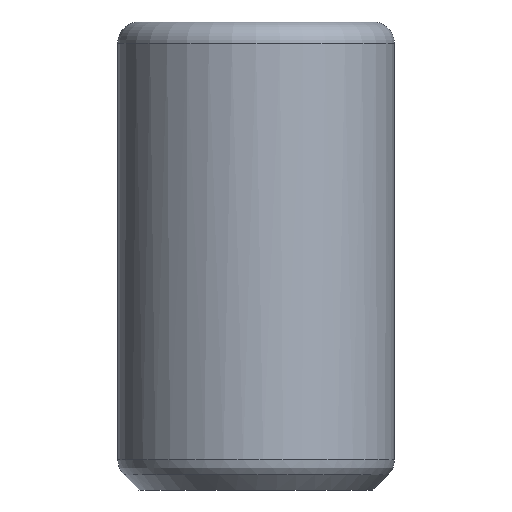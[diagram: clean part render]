
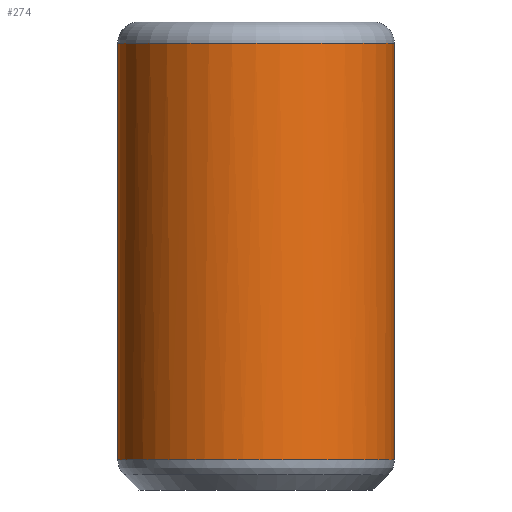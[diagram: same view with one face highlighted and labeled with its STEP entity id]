
A CAD part, front view. The second image highlights one B-rep face of the part: STEP entity #274.
In plain terms, the highlighted cylindrical face has radius 6.5 mm (diameter 13 mm), a full revolution.
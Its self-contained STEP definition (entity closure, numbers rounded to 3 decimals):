
#206 = TOROIDAL_SURFACE('',#207,5.5,1.);
#207 = AXIS2_PLACEMENT_3D('',#208,#209,#210);
#208 = CARTESIAN_POINT('',(0.,0.,21.));
#209 = DIRECTION('',(0.,0.,1.));
#210 = DIRECTION('',(1.,0.,-0.));
#225 = VERTEX_POINT('',#226);
#226 = CARTESIAN_POINT('',(6.5,0.,21.));
#246 = EDGE_CURVE('',#225,#225,#247,.T.);
#247 = SURFACE_CURVE('',#248,(#253,#260),.PCURVE_S1.);
#248 = CIRCLE('',#249,6.5);
#249 = AXIS2_PLACEMENT_3D('',#250,#251,#252);
#250 = CARTESIAN_POINT('',(0.,0.,21.));
#251 = DIRECTION('',(0.,0.,1.));
#252 = DIRECTION('',(1.,0.,-0.));
#253 = PCURVE('',#206,#254);
#254 = DEFINITIONAL_REPRESENTATION('',(#255),#259);
#255 = LINE('',#256,#257);
#256 = CARTESIAN_POINT('',(0.,0.));
#257 = VECTOR('',#258,1.);
#258 = DIRECTION('',(1.,0.));
#259 = ( GEOMETRIC_REPRESENTATION_CONTEXT(2) 
PARAMETRIC_REPRESENTATION_CONTEXT() REPRESENTATION_CONTEXT('2D SPACE',''
  ) );
#260 = PCURVE('',#261,#266);
#261 = CYLINDRICAL_SURFACE('',#262,6.5);
#262 = AXIS2_PLACEMENT_3D('',#263,#264,#265);
#263 = CARTESIAN_POINT('',(0.,0.,0.));
#264 = DIRECTION('',(-0.,-0.,-1.));
#265 = DIRECTION('',(1.,0.,0.));
#266 = DEFINITIONAL_REPRESENTATION('',(#267),#271);
#267 = LINE('',#268,#269);
#268 = CARTESIAN_POINT('',(-0.,-21.));
#269 = VECTOR('',#270,1.);
#270 = DIRECTION('',(-1.,0.));
#271 = ( GEOMETRIC_REPRESENTATION_CONTEXT(2) 
PARAMETRIC_REPRESENTATION_CONTEXT() REPRESENTATION_CONTEXT('2D SPACE',''
  ) );
#274 = ADVANCED_FACE('',(#275),#261,.T.);
#275 = FACE_BOUND('',#276,.F.);
#276 = EDGE_LOOP('',(#277,#300,#301,#302));
#277 = ORIENTED_EDGE('',*,*,#278,.T.);
#278 = EDGE_CURVE('',#279,#225,#281,.T.);
#279 = VERTEX_POINT('',#280);
#280 = CARTESIAN_POINT('',(6.5,0.,1.414));
#281 = SEAM_CURVE('',#282,(#286,#293),.PCURVE_S1.);
#282 = LINE('',#283,#284);
#283 = CARTESIAN_POINT('',(6.5,0.,0.));
#284 = VECTOR('',#285,1.);
#285 = DIRECTION('',(0.,0.,1.));
#286 = PCURVE('',#261,#287);
#287 = DEFINITIONAL_REPRESENTATION('',(#288),#292);
#288 = LINE('',#289,#290);
#289 = CARTESIAN_POINT('',(-0.,0.));
#290 = VECTOR('',#291,1.);
#291 = DIRECTION('',(-0.,-1.));
#292 = ( GEOMETRIC_REPRESENTATION_CONTEXT(2) 
PARAMETRIC_REPRESENTATION_CONTEXT() REPRESENTATION_CONTEXT('2D SPACE',''
  ) );
#293 = PCURVE('',#261,#294);
#294 = DEFINITIONAL_REPRESENTATION('',(#295),#299);
#295 = LINE('',#296,#297);
#296 = CARTESIAN_POINT('',(-6.283,0.));
#297 = VECTOR('',#298,1.);
#298 = DIRECTION('',(-0.,-1.));
#299 = ( GEOMETRIC_REPRESENTATION_CONTEXT(2) 
PARAMETRIC_REPRESENTATION_CONTEXT() REPRESENTATION_CONTEXT('2D SPACE',''
  ) );
#300 = ORIENTED_EDGE('',*,*,#246,.T.);
#301 = ORIENTED_EDGE('',*,*,#278,.F.);
#302 = ORIENTED_EDGE('',*,*,#303,.F.);
#303 = EDGE_CURVE('',#279,#279,#304,.T.);
#304 = SURFACE_CURVE('',#305,(#321,#345),.PCURVE_S1.);
#305 = ( BOUNDED_CURVE() B_SPLINE_CURVE(14,(#306,#307,#308,#309,#310,
    #311,#312,#313,#314,#315,#316,#317,#318,#319,#320),.UNSPECIFIED.,.T.
,.F.) B_SPLINE_CURVE_WITH_KNOTS((15,15),(0.,
40.841),.PIECEWISE_BEZIER_KNOTS.) CURVE() 
GEOMETRIC_REPRESENTATION_ITEM() RATIONAL_B_SPLINE_CURVE((1.,1.,
    1.,1.,1.,1.,
    1.,1.,1.,1.,
    1.,1.,1.,1.,1.)) 
REPRESENTATION_ITEM('') );
#306 = CARTESIAN_POINT('',(6.5,0.,1.414));
#307 = CARTESIAN_POINT('',(6.5,2.875,1.414)
  );
#308 = CARTESIAN_POINT('',(5.131,5.811,1.414)
  );
#309 = CARTESIAN_POINT('',(2.296,8.043,1.414)
  );
#310 = CARTESIAN_POINT('',(-1.571,8.777,1.414
    ));
#311 = CARTESIAN_POINT('',(-5.576,7.325,1.414
    ));
#312 = CARTESIAN_POINT('',(-8.263,4.449,1.414
    ));
#313 = CARTESIAN_POINT('',(-9.963,0.,
    1.414));
#314 = CARTESIAN_POINT('',(-8.263,-4.449,1.414
    ));
#315 = CARTESIAN_POINT('',(-5.576,-7.325,1.414
    ));
#316 = CARTESIAN_POINT('',(-1.571,-8.777,
    1.414));
#317 = CARTESIAN_POINT('',(2.296,-8.043,1.414
    ));
#318 = CARTESIAN_POINT('',(5.131,-5.811,1.414
    ));
#319 = CARTESIAN_POINT('',(6.5,-2.875,1.414
    ));
#320 = CARTESIAN_POINT('',(6.5,0.,1.414));
#321 = PCURVE('',#261,#322);
#322 = DEFINITIONAL_REPRESENTATION('',(#323),#344);
#323 = B_SPLINE_CURVE_WITH_KNOTS('',10,(#324,#325,#326,#327,#328,#329,
    #330,#331,#332,#333,#334,#335,#336,#337,#338,#339,#340,#341,#342,
    #343),.UNSPECIFIED.,.F.,.F.,(11,9,11),(0.,
    20.42,40.841),.UNSPECIFIED.);
#324 = CARTESIAN_POINT('',(0.,-1.414));
#325 = CARTESIAN_POINT('',(-0.31,-1.414));
#326 = CARTESIAN_POINT('',(-0.624,-1.414));
#327 = CARTESIAN_POINT('',(-0.94,-1.414));
#328 = CARTESIAN_POINT('',(-1.256,-1.414));
#329 = CARTESIAN_POINT('',(-1.57,-1.414));
#330 = CARTESIAN_POINT('',(-1.885,-1.414));
#331 = CARTESIAN_POINT('',(-2.199,-1.414));
#332 = CARTESIAN_POINT('',(-2.513,-1.414));
#333 = CARTESIAN_POINT('',(-2.827,-1.414));
#334 = CARTESIAN_POINT('',(-3.456,-1.414));
#335 = CARTESIAN_POINT('',(-3.77,-1.414));
#336 = CARTESIAN_POINT('',(-4.084,-1.414));
#337 = CARTESIAN_POINT('',(-4.398,-1.414));
#338 = CARTESIAN_POINT('',(-4.713,-1.414));
#339 = CARTESIAN_POINT('',(-5.027,-1.414));
#340 = CARTESIAN_POINT('',(-5.343,-1.414));
#341 = CARTESIAN_POINT('',(-5.659,-1.414));
#342 = CARTESIAN_POINT('',(-5.974,-1.414));
#343 = CARTESIAN_POINT('',(-6.283,-1.414));
#344 = ( GEOMETRIC_REPRESENTATION_CONTEXT(2) 
PARAMETRIC_REPRESENTATION_CONTEXT() REPRESENTATION_CONTEXT('2D SPACE',''
  ) );
#345 = PCURVE('',#346,#392);
#346 = ( BOUNDED_SURFACE() B_SPLINE_SURFACE(2,14,(
    (#347,#348,#349,#350,#351,#352,#353,#354,#355,#356,#357,#358,#359
      ,#360,#361)
    ,(#362,#363,#364,#365,#366,#367,#368,#369,#370,#371,#372,#373,#374
      ,#375,#376)
    ,(#377,#378,#379,#380,#381,#382,#383,#384,#385,#386,#387,#388,#389
      ,#390,#391
)),.UNSPECIFIED.,.F.,.T.,.F.) B_SPLINE_SURFACE_WITH_KNOTS((3,3),(15,15),
  (0.,40.841),(0.,40.841),
.PIECEWISE_BEZIER_KNOTS.) GEOMETRIC_REPRESENTATION_ITEM() 
RATIONAL_B_SPLINE_SURFACE((
    (1.,1.,1.,1.,1.,1.
      ,1.,1.,1.,1.
      ,1.,1.,1.,1.,1.)
    ,(0.924,0.924,0.924,0.924
      ,0.924,0.924,0.924,0.924
      ,0.924,0.924,0.924,0.924
      ,0.924,0.924,0.924)
    ,(1.,1.,1.,1.,1.,1.
      ,1.,1.,1.,1.
      ,1.,1.,1.,1.,1.
))) REPRESENTATION_ITEM('') SURFACE() );
#347 = CARTESIAN_POINT('',(6.5,0.,1.414));
#348 = CARTESIAN_POINT('',(6.5,2.875,1.414)
  );
#349 = CARTESIAN_POINT('',(5.131,5.811,1.414)
  );
#350 = CARTESIAN_POINT('',(2.296,8.043,1.414)
  );
#351 = CARTESIAN_POINT('',(-1.571,8.777,1.414
    ));
#352 = CARTESIAN_POINT('',(-5.576,7.325,1.414
    ));
#353 = CARTESIAN_POINT('',(-8.263,4.449,1.414
    ));
#354 = CARTESIAN_POINT('',(-9.963,0.,
    1.414));
#355 = CARTESIAN_POINT('',(-8.263,-4.449,1.414
    ));
#356 = CARTESIAN_POINT('',(-5.576,-7.325,1.414
    ));
#357 = CARTESIAN_POINT('',(-1.571,-8.777,
    1.414));
#358 = CARTESIAN_POINT('',(2.296,-8.043,1.414
    ));
#359 = CARTESIAN_POINT('',(5.131,-5.811,1.414
    ));
#360 = CARTESIAN_POINT('',(6.5,-2.875,1.414
    ));
#361 = CARTESIAN_POINT('',(6.5,0.,1.414));
#362 = CARTESIAN_POINT('',(6.5,0.,1.));
#363 = CARTESIAN_POINT('',(6.5,2.875,1.));
#364 = CARTESIAN_POINT('',(5.131,5.811,1.));
#365 = CARTESIAN_POINT('',(2.296,8.043,1.));
#366 = CARTESIAN_POINT('',(-1.571,8.777,1.
    ));
#367 = CARTESIAN_POINT('',(-5.576,7.325,1.
    ));
#368 = CARTESIAN_POINT('',(-8.263,4.449,1.
    ));
#369 = CARTESIAN_POINT('',(-9.963,0.,
    1.));
#370 = CARTESIAN_POINT('',(-8.263,-4.449,
    1.));
#371 = CARTESIAN_POINT('',(-5.576,-7.325,
    1.));
#372 = CARTESIAN_POINT('',(-1.571,-8.777,
    1.));
#373 = CARTESIAN_POINT('',(2.296,-8.043,1.));
#374 = CARTESIAN_POINT('',(5.131,-5.811,1.));
#375 = CARTESIAN_POINT('',(6.5,-2.875,1.));
#376 = CARTESIAN_POINT('',(6.5,0.,1.));
#377 = CARTESIAN_POINT('',(6.207,0.,0.707));
#378 = CARTESIAN_POINT('',(6.207,2.745,0.707)
  );
#379 = CARTESIAN_POINT('',(4.9,5.549,0.707)
  );
#380 = CARTESIAN_POINT('',(2.192,7.681,0.707)
  );
#381 = CARTESIAN_POINT('',(-1.5,8.382,0.707
    ));
#382 = CARTESIAN_POINT('',(-5.325,6.995,0.707)
  );
#383 = CARTESIAN_POINT('',(-7.891,4.248,0.707
    ));
#384 = CARTESIAN_POINT('',(-9.514,0.,
    0.707));
#385 = CARTESIAN_POINT('',(-7.891,-4.248,0.707)
  );
#386 = CARTESIAN_POINT('',(-5.325,-6.995,0.707
    ));
#387 = CARTESIAN_POINT('',(-1.5,-8.382,0.707
    ));
#388 = CARTESIAN_POINT('',(2.192,-7.681,0.707)
  );
#389 = CARTESIAN_POINT('',(4.9,-5.549,0.707)
  );
#390 = CARTESIAN_POINT('',(6.207,-2.745,0.707)
  );
#391 = CARTESIAN_POINT('',(6.207,0.,
    0.707));
#392 = DEFINITIONAL_REPRESENTATION('',(#393),#397);
#393 = LINE('',#394,#395);
#394 = CARTESIAN_POINT('',(0.,0.));
#395 = VECTOR('',#396,1.);
#396 = DIRECTION('',(0.,1.));
#397 = ( GEOMETRIC_REPRESENTATION_CONTEXT(2) 
PARAMETRIC_REPRESENTATION_CONTEXT() REPRESENTATION_CONTEXT('2D SPACE',''
  ) );
